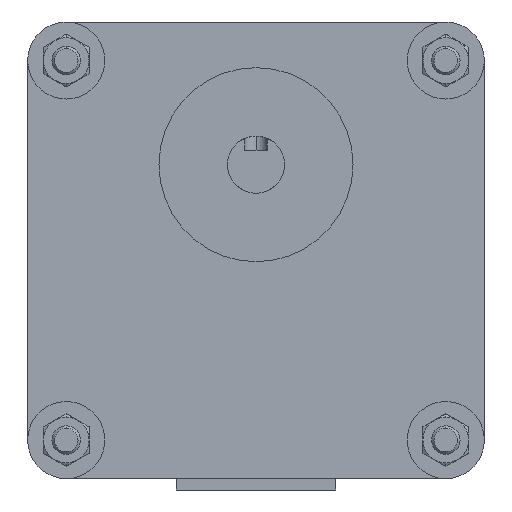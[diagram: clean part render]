
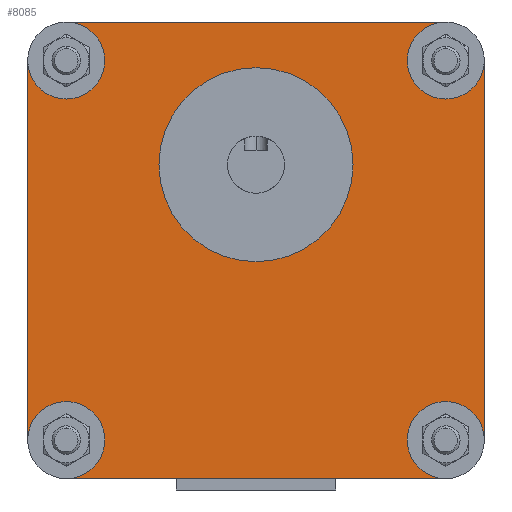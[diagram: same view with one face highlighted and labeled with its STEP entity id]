
A CAD part, left-side view. The second image highlights one B-rep face of the part: STEP entity #8085.
In plain terms, the highlighted planar face has unit normal (-1, 0, 0).
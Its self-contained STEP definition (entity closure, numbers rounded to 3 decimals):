
#7383=CARTESIAN_POINT('POINT328',(1.,-33.25,
   25.));
#7384=VERTEX_POINT('VERTEX328',#7383);
#7385=CARTESIAN_POINT('POINT329',(1.,-40.,18.25));
#7386=VERTEX_POINT('VERTEX329',#7385);
#7425=CARTESIAN_POINT('POINT332',(1.,40.,18.25
   ));
#7426=VERTEX_POINT('VERTEX332',#7425);
#7427=CARTESIAN_POINT('POINT333',(1.,33.25,25.));
#7428=VERTEX_POINT('VERTEX333',#7427);
#7467=CARTESIAN_POINT('POINT336',(1.,33.25,
   -55.));
#7468=VERTEX_POINT('VERTEX336',#7467);
#7469=CARTESIAN_POINT('POINT337',(1.,40.,-48.25));
#7470=VERTEX_POINT('VERTEX337',#7469);
#7714=CARTESIAN_POINT('POS462',(1.,-33.25,25.));
#7715=DIRECTION('DIR728',(0.,-1.,0.));
#7716=VECTOR('VEC196',#7715,1.);
#7717=LINE('STRAIGHT196',#7714,#7716);
#7718=EDGE_CURVE('EDGE568',#7428,#7384,#7717,.T.);
#7735=CARTESIAN_POINT('POINT352',(1.,-33.25,
   11.5));
#7736=VERTEX_POINT('VERTEX352',#7735);
#7737=CARTESIAN_POINT('POS465',(1.,-33.25,
   18.25));
#7738=DIRECTION('DIR732',(1.,0.,0.));
#7739=DIRECTION('DIR733',(0.,0.,1.));
#7740=AXIS2_PLACEMENT_3D('AXIS268',#7737,#7738,#7739);
#7741=CIRCLE('ELLIPSE121',#7740,6.75);
#7742=EDGE_CURVE('EDGE570',#7736,#7384,#7741,.T.);
#7762=EDGE_CURVE('EDGE572',#7386,#7736,#7741,.T.);
#7768=CARTESIAN_POINT('POINT353',(1.,33.25,
   -41.5));
#7769=VERTEX_POINT('VERTEX353',#7768);
#7783=CARTESIAN_POINT('POS470',(1.,33.25,
   -48.25));
#7784=DIRECTION('DIR739',(1.,0.,0.));
#7785=DIRECTION('DIR740',(0.,0.,1.));
#7786=AXIS2_PLACEMENT_3D('AXIS270',#7783,#7784,#7785);
#7787=CIRCLE('ELLIPSE122',#7786,6.75);
#7788=EDGE_CURVE('EDGE575',#7769,#7468,#7787,.T.);
#7799=EDGE_CURVE('EDGE576',#7470,#7769,#7787,.T.);
#7814=CARTESIAN_POINT('POS473',(1.,40.,18.25));
#7815=DIRECTION('DIR744',(0.,0.,1.));
#7816=VECTOR('VEC202',#7815,1.);
#7817=LINE('STRAIGHT202',#7814,#7816);
#7818=EDGE_CURVE('EDGE578',#7470,#7426,#7817,.T.);
#7836=CARTESIAN_POINT('POINT354',(1.,33.25,
   11.5));
#7837=VERTEX_POINT('VERTEX354',#7836);
#7838=CARTESIAN_POINT('POS476',(1.,33.25,
   18.25));
#7839=DIRECTION('DIR748',(1.,0.,0.));
#7840=DIRECTION('DIR749',(0.,0.,1.));
#7841=AXIS2_PLACEMENT_3D('AXIS273',#7838,#7839,#7840);
#7842=CIRCLE('ELLIPSE123',#7841,6.75);
#7843=EDGE_CURVE('EDGE580',#7837,#7426,#7842,.T.);
#7863=EDGE_CURVE('EDGE582',#7428,#7837,#7842,.T.);
#7877=CARTESIAN_POINT('POINT356',(1.,-40.,
   -48.25));
#7878=VERTEX_POINT('VERTEX356',#7877);
#7879=CARTESIAN_POINT('POS480',(1.,-40.,-48.25));
#7880=DIRECTION('DIR754',(0.,0.,-1.));
#7881=VECTOR('VEC206',#7880,1.);
#7882=LINE('STRAIGHT206',#7879,#7881);
#7883=EDGE_CURVE('EDGE584',#7386,#7878,#7882,.T.);
#7929=CARTESIAN_POINT('POINT358',(1.,-33.25,
   -55.));
#7930=VERTEX_POINT('VERTEX358',#7929);
#7937=CARTESIAN_POINT('POS487',(1.,33.25,-55.));
#7938=DIRECTION('DIR764',(0.,1.,0.));
#7939=VECTOR('VEC210',#7938,1.);
#7940=LINE('STRAIGHT210',#7937,#7939);
#7941=EDGE_CURVE('EDGE589',#7930,#7468,#7940,.T.);
#8057=ORIENTED_EDGE('COEDGE1178',*,*,#7863,.T.);
#8058=ORIENTED_EDGE('COEDGE1179',*,*,#7843,.T.);
#8059=ORIENTED_EDGE('COEDGE1180',*,*,#7818,.F.);
#8060=ORIENTED_EDGE('COEDGE1181',*,*,#7799,.T.);
#8061=ORIENTED_EDGE('COEDGE1182',*,*,#7788,.T.);
#8062=ORIENTED_EDGE('COEDGE1183',*,*,#7941,.F.);
#8063=CARTESIAN_POINT('POINT361',(1.,-33.25,
   -41.5));
#8064=VERTEX_POINT('VERTEX361',#8063);
#8065=CARTESIAN_POINT('POS498',(1.,-33.25,
   -48.25));
#8066=DIRECTION('DIR783',(1.,0.,0.));
#8067=DIRECTION('DIR784',(0.,0.,1.));
#8068=AXIS2_PLACEMENT_3D('AXIS286',#8065,#8066,#8067);
#8069=CIRCLE('ELLIPSE131',#8068,6.75);
#8070=EDGE_CURVE('EDGE600',#7930,#8064,#8069,.T.);
#8071=ORIENTED_EDGE('COEDGE1184',*,*,#8070,.T.);
#8072=EDGE_CURVE('EDGE601',#8064,#7878,#8069,.T.);
#8073=ORIENTED_EDGE('COEDGE1185',*,*,#8072,.T.);
#8074=ORIENTED_EDGE('COEDGE1186',*,*,#7883,.F.);
#8075=ORIENTED_EDGE('COEDGE1187',*,*,#7762,.T.);
#8076=ORIENTED_EDGE('COEDGE1188',*,*,#7742,.T.);
#8077=ORIENTED_EDGE('COEDGE1189',*,*,#7718,.F.);
#8078=EDGE_LOOP('NONE',(#8057,#8058,#8059,#8060,#8061,#8062,#8071,#8073,
   #8074,#8075,#8076,#8077));
#8079=FACE_BOUND('LOOP1',#8078,.T.);
#8080=CARTESIAN_POINT('POS499',(1.,0.,5.)
   );
#8081=DIRECTION('DIR785',(-1.,0.,0.));
#8082=DIRECTION('DIR786',(0.,1.,0.));
#8083=AXIS2_PLACEMENT_3D('AXIS287',#8080,#8081,#8082);
#8084=PLANE('PLANE102',#8083);
#8085=ADVANCED_FACE('FACE275',(#8079),#8084,.T.);
